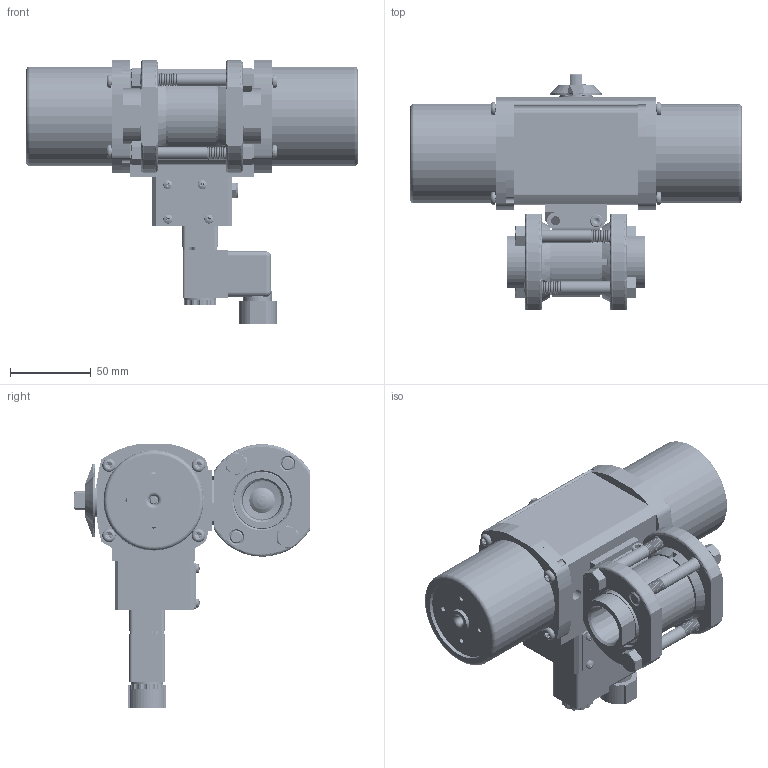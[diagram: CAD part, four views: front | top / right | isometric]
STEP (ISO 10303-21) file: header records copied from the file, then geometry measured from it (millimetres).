
FILE_DESCRIPTION (( 'STEP AP203' ), '1' );
FILE_NAME ('26XXSESA512SR3GPDC.step', '2018-06-12T17:52:01', ( '' ), ( '' ), 'SwSTEP 2.0', 'SolidWorks 2017', '' );
FILE_SCHEMA (( 'CONFIG_CONTROL_DESIGN' ));
Products named in the file (1): 26XXSESA512SR3GPDC
Bounding box: 206.12 x 146.65 x 163.7 mm (x, y, z)
Volume: 683019.2 mm3; surface area: 297406.1 mm2
Topology: 65 solids, 65 shells, 5744 faces, 15053 edges, 9454 vertices
Faces by surface type: cylinder 2808, cone 1799, plane 793, torus 225, bspline 105, sphere 14
Entity records: 208345 total; most frequent: CARTESIAN_POINT 70177, ORIENTED_EDGE 29814, DIRECTION 29727, EDGE_CURVE 14907, AXIS2_PLACEMENT_3D 12091, VERTEX_POINT 9450, CIRCLE 6451, EDGE_LOOP 6137
